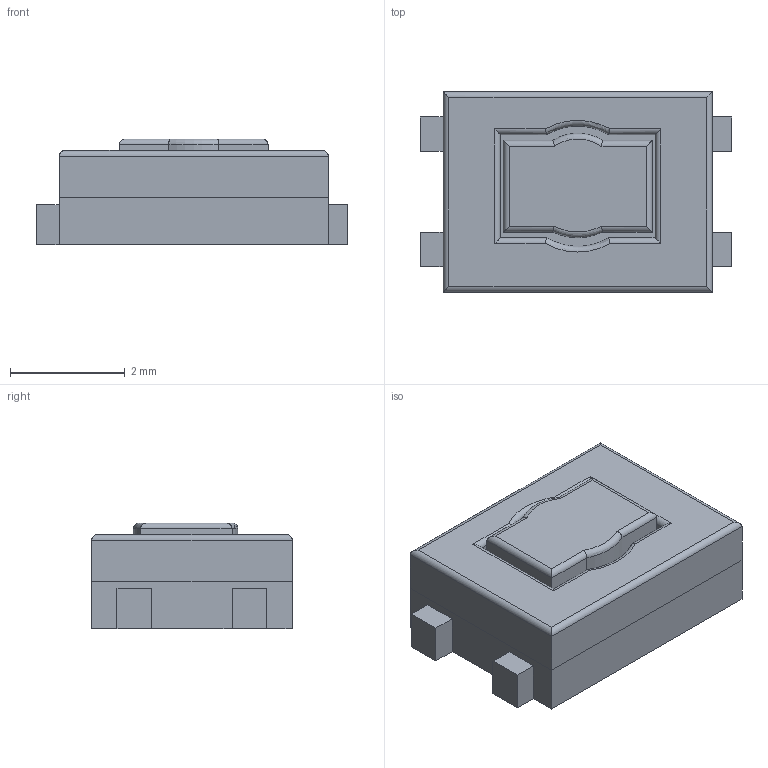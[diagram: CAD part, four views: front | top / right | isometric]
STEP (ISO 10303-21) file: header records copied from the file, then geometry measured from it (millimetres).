
FILE_DESCRIPTION(('FreeCAD Model'),'2;1');
FILE_NAME('Open CASCADE Shape Model','2022-04-03T21:37:58',( 'kicad StepUp'),('ksu MCAD'),'Open CASCADE STEP processor 7.5', 'FreeCAD','Unknown');
FILE_SCHEMA(('AUTOMOTIVE_DESIGN { 1 0 10303 214 1 1 1 1 }'));
Length unit declared in the file: millimetre
Products named in the file (1): SW_SPST_EVQP2
Bounding box: 5.44 x 3.5 x 1.85 mm (x, y, z)
Volume: 28 mm3; surface area: 75.5 mm2
Topology: 1 solids, 1 shells, 71 faces, 174 edges, 108 vertices
Faces by surface type: plane 47, cylinder 20, torus 4
Entity records: 2305 total; most frequent: CARTESIAN_POINT 434, ORIENTED_EDGE 348, DIRECTION 336, EDGE_CURVE 174, LINE 140, VECTOR 140, VERTEX_POINT 108, AXIS2_PLACEMENT_3D 98
